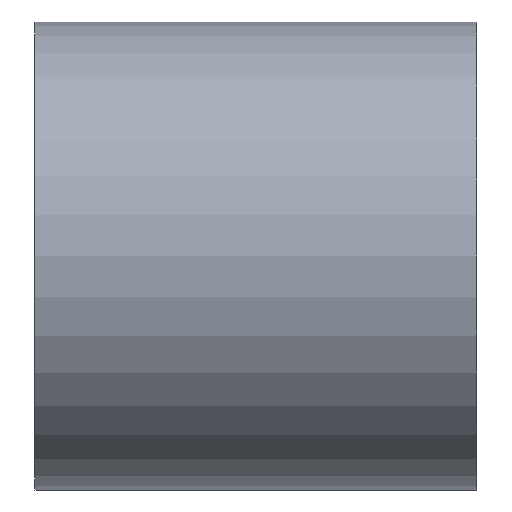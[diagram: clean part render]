
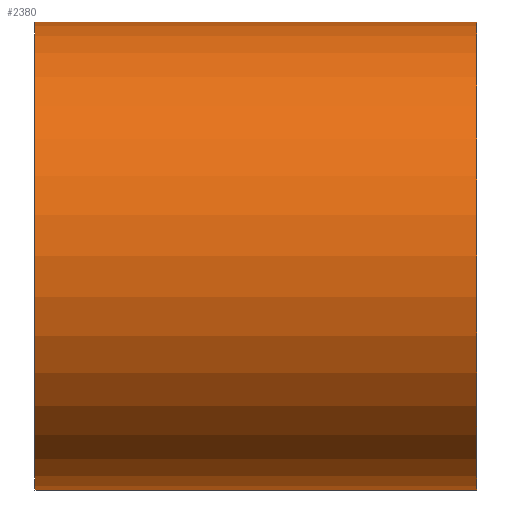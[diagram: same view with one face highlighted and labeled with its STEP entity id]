
A CAD part, left-side view. The second image highlights one B-rep face of the part: STEP entity #2380.
In plain terms, the highlighted cylindrical face has radius 9 mm (diameter 18 mm), a partial arc.
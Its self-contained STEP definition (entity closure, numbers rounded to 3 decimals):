
#382 = DIRECTION ( 'NONE',  ( 0., 1., 0. ) ) ;
#383 = VECTOR ( 'NONE', #382, 1000. ) ;
#384 = CARTESIAN_POINT ( 'NONE',  ( 0., 13.586, 9. ) ) ;
#385 = LINE ( 'NONE', #384, #383 ) ;
#440 = DIRECTION ( 'NONE',  ( 0., 0., -1. ) ) ;
#441 = DIRECTION ( 'NONE',  ( 0., -1., 0. ) ) ;
#442 = CARTESIAN_POINT ( 'NONE',  ( 0., 8.5, 0. ) ) ;
#443 = AXIS2_PLACEMENT_3D ( 'NONE', #442, #441, #440 ) ;
#444 = CIRCLE ( 'NONE', #443, 9. ) ;
#476 = AXIS2_PLACEMENT_3D ( 'NONE', #490, #489, #478 ) ;
#477 = FACE_OUTER_BOUND ( 'NONE', #2384, .T. ) ;
#478 = DIRECTION ( 'NONE',  ( 0., 0., 1. ) ) ;
#481 = DIRECTION ( 'NONE',  ( 0., 0., 1. ) ) ;
#482 = DIRECTION ( 'NONE',  ( 0., 1., 0. ) ) ;
#488 = CIRCLE ( 'NONE', #476, 9. ) ;
#489 = DIRECTION ( 'NONE',  ( 0., 1., 0. ) ) ;
#490 = CARTESIAN_POINT ( 'NONE',  ( 0., -8.5, 0. ) ) ;
#493 = AXIS2_PLACEMENT_3D ( 'NONE', #495, #482, #481 ) ;
#494 = CYLINDRICAL_SURFACE ( 'NONE', #493, 9. ) ;
#495 = CARTESIAN_POINT ( 'NONE',  ( 0., 13.586, 0. ) ) ;
#520 = CARTESIAN_POINT ( 'NONE',  ( 0., 13.586, -9. ) ) ;
#521 = LINE ( 'NONE', #520, #527 ) ;
#526 = DIRECTION ( 'NONE',  ( 0., 1., 0. ) ) ;
#527 = VECTOR ( 'NONE', #526, 1000. ) ;
#987 = CARTESIAN_POINT ( 'NONE',  ( 0., -8.5, -9. ) ) ;
#1650 = CARTESIAN_POINT ( 'NONE',  ( 0., -8.5, 9. ) ) ;
#1708 = CARTESIAN_POINT ( 'NONE',  ( 0., 8.5, 9. ) ) ;
#1709 = CARTESIAN_POINT ( 'NONE',  ( 0., 8.5, -9. ) ) ;
#2366 = EDGE_CURVE ( 'NONE', #2463, #2465, #385, .T. ) ;
#2369 = ORIENTED_EDGE ( 'NONE', *, *, #2366, .T. ) ;
#2370 = ORIENTED_EDGE ( 'NONE', *, *, #2376, .T. ) ;
#2376 = EDGE_CURVE ( 'NONE', #2465, #2464, #444, .T. ) ;
#2379 = EDGE_CURVE ( 'NONE', #2408, #2463, #488, .T. ) ;
#2380 = ADVANCED_FACE ( 'NONE', ( #477 ), #494, .T. ) ;
#2381 = ORIENTED_EDGE ( 'NONE', *, *, #2391, .F. ) ;
#2384 = EDGE_LOOP ( 'NONE', ( #2381, #2456, #2369, #2370 ) ) ;
#2391 = EDGE_CURVE ( 'NONE', #2408, #2464, #521, .T. ) ;
#2408 = VERTEX_POINT ( 'NONE', #987 ) ;
#2456 = ORIENTED_EDGE ( 'NONE', *, *, #2379, .T. ) ;
#2463 = VERTEX_POINT ( 'NONE', #1650 ) ;
#2464 = VERTEX_POINT ( 'NONE', #1709 ) ;
#2465 = VERTEX_POINT ( 'NONE', #1708 ) ;
